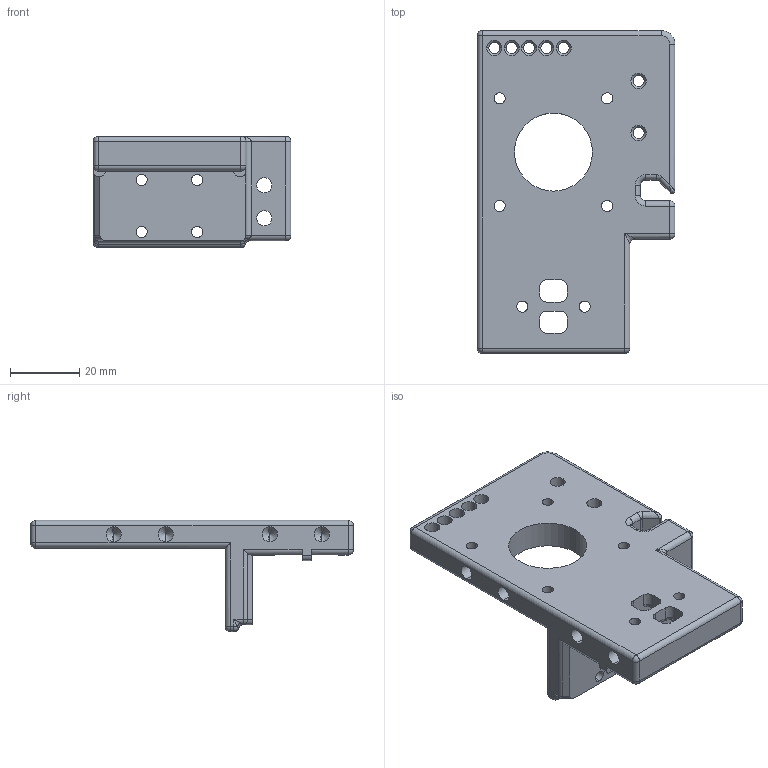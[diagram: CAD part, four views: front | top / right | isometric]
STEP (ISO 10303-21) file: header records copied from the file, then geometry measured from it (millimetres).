
FILE_DESCRIPTION (( 'STEP AP214' ), '1' );
FILE_NAME ('toolHeadCarriage.STEP', '2025-09-18T19:08:07', ( '' ), ( '' ), 'SwSTEP 2.0', 'SolidWorks 2024', '' );
FILE_SCHEMA (( 'AUTOMOTIVE_DESIGN' ));
Length unit declared in the file: millimetre
Products named in the file (1): toolHeadCarriage
Bounding box: 57.1 x 93.1 x 32.1 mm (x, y, z)
Volume: 41677.1 mm3; surface area: 17131.1 mm2
Topology: 1 solids, 1 shells, 329 faces, 849 edges, 495 vertices
Faces by surface type: cylinder 155, plane 91, cone 28, sphere 21, bspline 18, torus 16
Entity records: 14005 total; most frequent: CARTESIAN_POINT 2413, DIRECTION 1726, ORIENTED_EDGE 1634, EDGE_CURVE 817, AXIS2_PLACEMENT_3D 648, VERTEX_POINT 495, VECTOR 430, LINE 430
